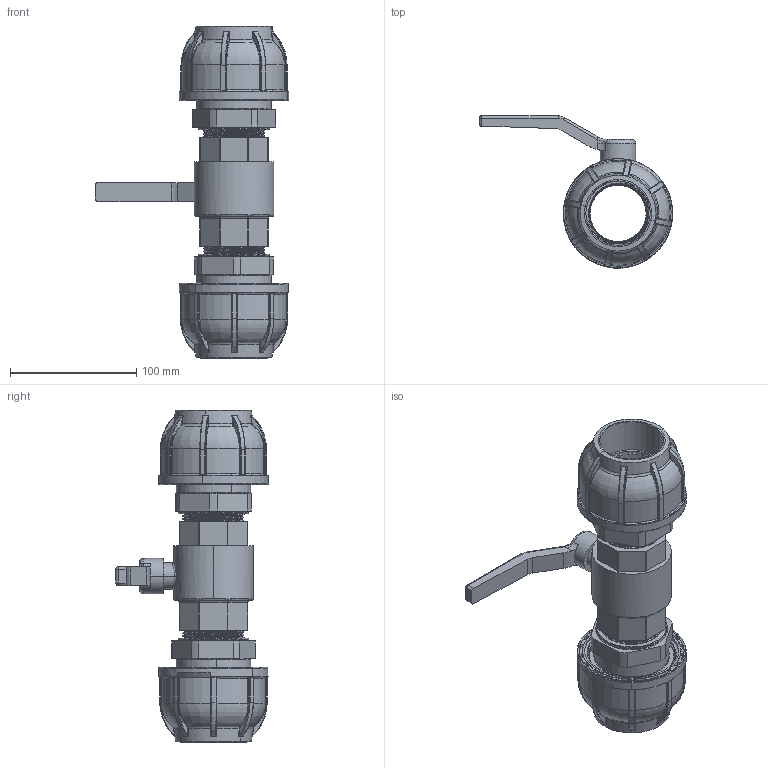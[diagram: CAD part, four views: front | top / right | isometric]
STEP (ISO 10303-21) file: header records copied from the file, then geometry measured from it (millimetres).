
FILE_DESCRIPTION (( 'STEP AP203' ), '1' );
FILE_NAME ('R224.050.112.step', '2013-11-19T09:36:38', ( 'Alusic' ), ( 'Alusic' ), 'SwSTEP 2.0', 'SolidWorks 2011', '' );
FILE_SCHEMA (( 'CONFIG_CONTROL_DESIGN' ));
Products named in the file (1): R224.050.112
Bounding box: 152.98 x 120.41 x 262.67 mm (x, y, z)
Surface area: 129709.5 mm2 (no closed solid volume)
Topology: 0 solids, 81 shells, 1056 faces, 3994 edges, 2913 vertices
Faces by surface type: plane 291, cylinder 272, bspline 234, torus 197, cone 58, sphere 4
Entity records: 89134 total; most frequent: CARTESIAN_POINT 59641, ORIENTED_EDGE 6337, DIRECTION 5186, EDGE_CURVE 3983, VERTEX_POINT 2913, AXIS2_PLACEMENT_3D 2119, B_SPLINE_CURVE_WITH_KNOTS 1572, CIRCLE 1296
